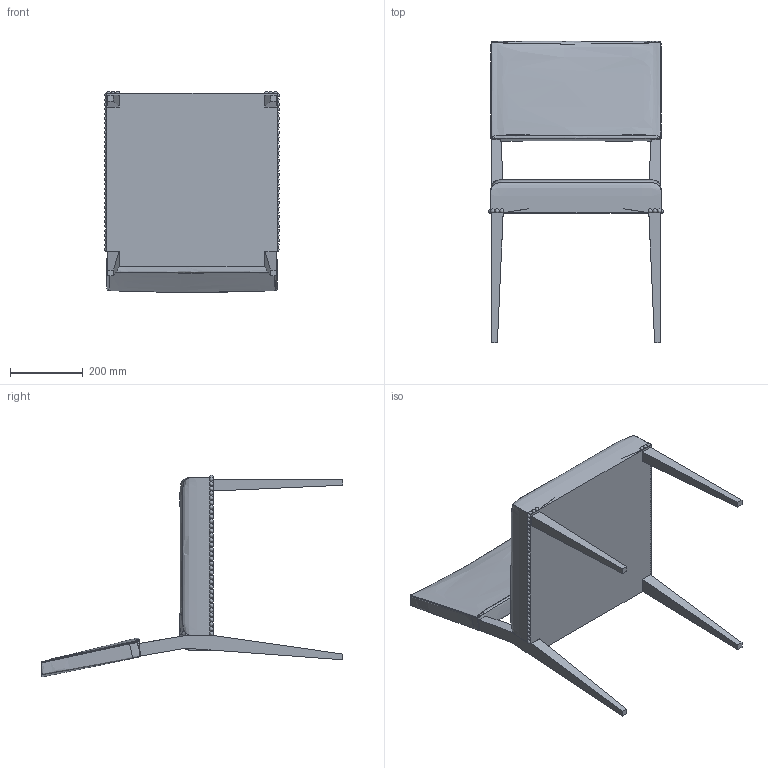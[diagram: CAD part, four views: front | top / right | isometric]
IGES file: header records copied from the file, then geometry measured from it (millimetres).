
Start section: SolidWorks IGES file using analytic representation for surfaces
Global section: file name: Dining chair with simple upholstery_08-Nov-21.IGS; native system: SolidWorks 2021; preprocessor: SolidWorks 2021; author: zrosen; date: 211108.113019; units: inch
Bounding box: 480.09 x 827.21 x 553.67 mm (x, y, z)
Surface area: 1079654.1 mm2 (no closed solid volume)
Topology: 0 solids, 0 shells, 160 faces, 3552 edges, 3338 vertices
Faces by surface type: bspline 160
